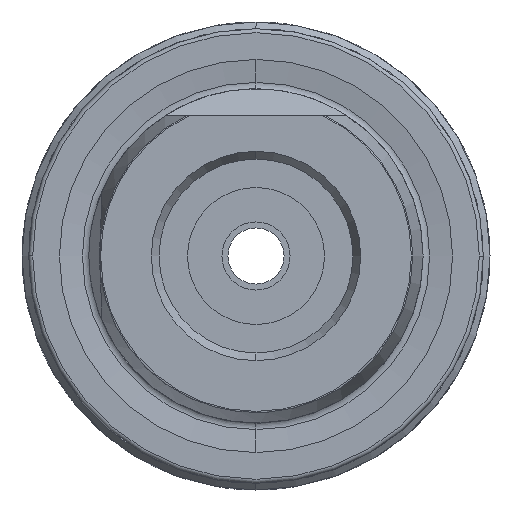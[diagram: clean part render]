
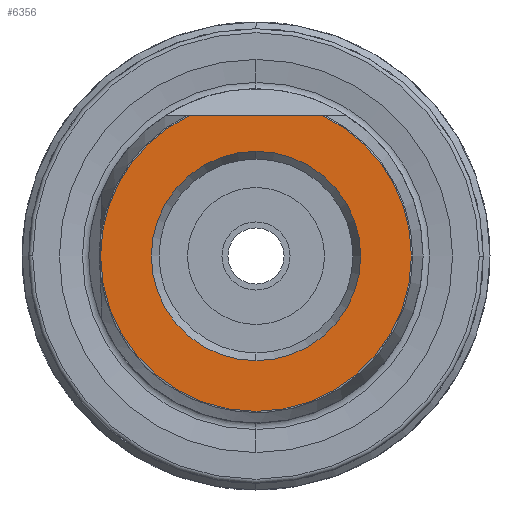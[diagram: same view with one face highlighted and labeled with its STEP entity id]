
A CAD part, left-side view. The second image highlights one B-rep face of the part: STEP entity #6356.
In plain terms, the highlighted planar face has unit normal (-1, 0, 0).
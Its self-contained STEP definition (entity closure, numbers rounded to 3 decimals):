
#186 = FACE_BOUND ( 'NONE', #265, .T. ) ;
#265 = EDGE_LOOP ( 'NONE', ( #2716, #8198 ) ) ;
#335 = CARTESIAN_POINT ( 'NONE',  ( 0., 0., 7.827 ) ) ;
#392 = DIRECTION ( 'NONE',  ( 1., 0., 0. ) ) ;
#461 = CARTESIAN_POINT ( 'NONE',  ( 0., 0., 0. ) ) ;
#508 = VERTEX_POINT ( 'NONE', #8208 ) ;
#566 = DIRECTION ( 'NONE',  ( -1., 0., 0. ) ) ;
#694 = DIRECTION ( 'NONE',  ( 1., 0., 0. ) ) ;
#928 = EDGE_LOOP ( 'NONE', ( #6606, #1002, #4478, #1801 ) ) ;
#1002 = ORIENTED_EDGE ( 'NONE', *, *, #7862, .T. ) ;
#1157 = DIRECTION ( 'NONE',  ( 1., 0., 0. ) ) ;
#1659 = CIRCLE ( 'NONE', #5989, 11.619 ) ;
#1801 = ORIENTED_EDGE ( 'NONE', *, *, #3423, .T. ) ;
#2028 = LINE ( 'NONE', #6474, #3690 ) ;
#2436 = CIRCLE ( 'NONE', #6389, 11.619 ) ;
#2555 = AXIS2_PLACEMENT_3D ( 'NONE', #3284, #8333, #3993 ) ;
#2716 = ORIENTED_EDGE ( 'NONE', *, *, #7150, .T. ) ;
#2809 = VERTEX_POINT ( 'NONE', #8199 ) ;
#3074 = DIRECTION ( 'NONE',  ( -1., 0., 0. ) ) ;
#3200 = CIRCLE ( 'NONE', #8586, 7.827 ) ;
#3284 = CARTESIAN_POINT ( 'NONE',  ( 0., 0., 0. ) ) ;
#3345 = VERTEX_POINT ( 'NONE', #335 ) ;
#3423 = EDGE_CURVE ( 'NONE', #508, #2809, #2028, .T. ) ;
#3690 = VECTOR ( 'NONE', #7176, 1000. ) ;
#3993 = DIRECTION ( 'NONE',  ( 0., -1., 0. ) ) ;
#4294 = VERTEX_POINT ( 'NONE', #6929 ) ;
#4478 = ORIENTED_EDGE ( 'NONE', *, *, #8552, .T. ) ;
#4667 = CARTESIAN_POINT ( 'NONE',  ( 0., 0., 0. ) ) ;
#4807 = VERTEX_POINT ( 'NONE', #8029 ) ;
#4827 = CARTESIAN_POINT ( 'NONE',  ( 0., 0., 0. ) ) ;
#4993 = CARTESIAN_POINT ( 'NONE',  ( 0., 0., 0. ) ) ;
#5051 = VERTEX_POINT ( 'NONE', #9135 ) ;
#5123 = AXIS2_PLACEMENT_3D ( 'NONE', #461, #1157, #6187 ) ;
#5380 = DIRECTION ( 'NONE',  ( 0., 0., -1. ) ) ;
#5568 = DIRECTION ( 'NONE',  ( 0., -1., 0. ) ) ;
#5698 = CIRCLE ( 'NONE', #8954, 7.827 ) ;
#5733 = DIRECTION ( 'NONE',  ( 0., 0., -1. ) ) ;
#5989 = AXIS2_PLACEMENT_3D ( 'NONE', #7405, #3074, #8139 ) ;
#6187 = DIRECTION ( 'NONE',  ( 0., 1., 0. ) ) ;
#6356 = ADVANCED_FACE ( 'NONE', ( #186, #7836 ), #9079, .F. ) ;
#6389 = AXIS2_PLACEMENT_3D ( 'NONE', #4827, #566, #5568 ) ;
#6474 = CARTESIAN_POINT ( 'NONE',  ( 0., -16., 10.5 ) ) ;
#6606 = ORIENTED_EDGE ( 'NONE', *, *, #8668, .T. ) ;
#6929 = CARTESIAN_POINT ( 'NONE',  ( 0., -11.619, 0. ) ) ;
#7150 = EDGE_CURVE ( 'NONE', #3345, #4807, #5698, .T. ) ;
#7176 = DIRECTION ( 'NONE',  ( 0., 1., 0. ) ) ;
#7405 = CARTESIAN_POINT ( 'NONE',  ( 0., 0., 0. ) ) ;
#7836 = FACE_OUTER_BOUND ( 'NONE', #928, .T. ) ;
#7862 = EDGE_CURVE ( 'NONE', #5051, #4294, #1659, .T. ) ;
#8029 = CARTESIAN_POINT ( 'NONE',  ( 0., 0., -7.827 ) ) ;
#8139 = DIRECTION ( 'NONE',  ( 0., -1., 0. ) ) ;
#8198 = ORIENTED_EDGE ( 'NONE', *, *, #8797, .T. ) ;
#8199 = CARTESIAN_POINT ( 'NONE',  ( 0., 4.976, 10.5 ) ) ;
#8208 = CARTESIAN_POINT ( 'NONE',  ( 0., -4.976, 10.5 ) ) ;
#8333 = DIRECTION ( 'NONE',  ( -1., 0., 0. ) ) ;
#8552 = EDGE_CURVE ( 'NONE', #4294, #508, #8610, .T. ) ;
#8586 = AXIS2_PLACEMENT_3D ( 'NONE', #4993, #694, #5733 ) ;
#8610 = CIRCLE ( 'NONE', #2555, 11.619 ) ;
#8668 = EDGE_CURVE ( 'NONE', #2809, #5051, #2436, .T. ) ;
#8797 = EDGE_CURVE ( 'NONE', #4807, #3345, #3200, .T. ) ;
#8954 = AXIS2_PLACEMENT_3D ( 'NONE', #4667, #392, #5380 ) ;
#9079 = PLANE ( 'NONE',  #5123 ) ;
#9135 = CARTESIAN_POINT ( 'NONE',  ( 0., 11.619, 0. ) ) ;
